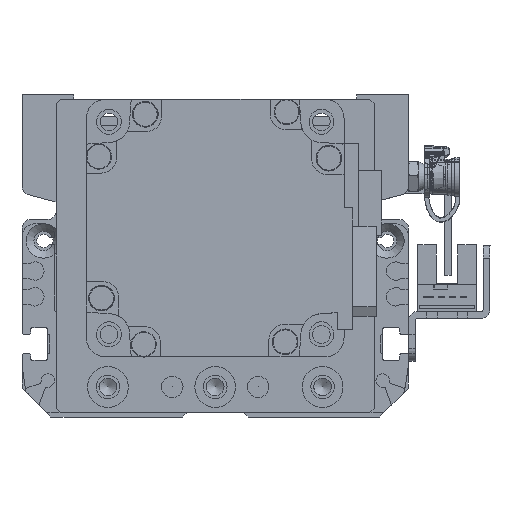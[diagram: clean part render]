
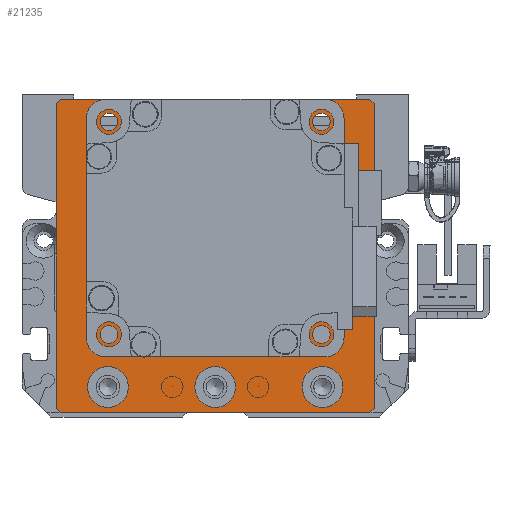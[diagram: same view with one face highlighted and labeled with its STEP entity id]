
A CAD part, left-side view. The second image highlights one B-rep face of the part: STEP entity #21235.
In plain terms, the highlighted face is planar.
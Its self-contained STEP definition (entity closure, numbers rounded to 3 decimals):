
#736=FACE_BOUND('',#3974,.T.);
#737=FACE_BOUND('',#3975,.T.);
#738=FACE_BOUND('',#3976,.T.);
#739=FACE_BOUND('',#3977,.T.);
#740=FACE_BOUND('',#3978,.T.);
#741=FACE_BOUND('',#3979,.T.);
#742=FACE_BOUND('',#3980,.T.);
#743=FACE_BOUND('',#3981,.T.);
#1153=PLANE('',#23507);
#2568=FACE_OUTER_BOUND('',#3973,.T.);
#3973=EDGE_LOOP('',(#17822,#17823,#17824,#17825,#17826,#17827,#17828,#17829));
#3974=EDGE_LOOP('',(#17830));
#3975=EDGE_LOOP('',(#17831));
#3976=EDGE_LOOP('',(#17832));
#3977=EDGE_LOOP('',(#17833));
#3978=EDGE_LOOP('',(#17834));
#3979=EDGE_LOOP('',(#17835));
#3980=EDGE_LOOP('',(#17836));
#3981=EDGE_LOOP('',(#17837));
#5613=LINE('',#34934,#7382);
#5619=LINE('',#34945,#7388);
#5626=LINE('',#34980,#7395);
#5629=LINE('',#34985,#7398);
#5635=LINE('',#35006,#7404);
#5638=LINE('',#35011,#7407);
#5639=LINE('',#35014,#7408);
#5647=LINE('',#35053,#7416);
#7382=VECTOR('',#28011,10.);
#7388=VECTOR('',#28019,10.);
#7395=VECTOR('',#28050,10.);
#7398=VECTOR('',#28055,10.);
#7404=VECTOR('',#28079,10.);
#7407=VECTOR('',#28084,10.);
#7408=VECTOR('',#28087,10.);
#7416=VECTOR('',#28137,10.);
#8817=CIRCLE('',#23476,4.75);
#8820=CIRCLE('',#23482,4.75);
#8823=CIRCLE('',#23488,4.75);
#8825=CIRCLE('',#23494,2.067);
#8826=CIRCLE('',#23496,2.067);
#8827=CIRCLE('',#23498,2.067);
#8828=CIRCLE('',#23500,2.067);
#8831=CIRCLE('',#23505,25.);
#10412=VERTEX_POINT('',#34932);
#10413=VERTEX_POINT('',#34933);
#10417=VERTEX_POINT('',#34943);
#10433=VERTEX_POINT('',#34979);
#10434=VERTEX_POINT('',#34983);
#10440=VERTEX_POINT('',#35005);
#10441=VERTEX_POINT('',#35009);
#10442=VERTEX_POINT('',#35013);
#10445=VERTEX_POINT('',#35022);
#10448=VERTEX_POINT('',#35033);
#10451=VERTEX_POINT('',#35044);
#10453=VERTEX_POINT('',#35055);
#10454=VERTEX_POINT('',#35059);
#10455=VERTEX_POINT('',#35063);
#10456=VERTEX_POINT('',#35067);
#10459=VERTEX_POINT('',#35076);
#12991=EDGE_CURVE('',#10412,#10413,#5613,.T.);
#12997=EDGE_CURVE('',#10412,#10417,#5619,.T.);
#13014=EDGE_CURVE('',#10433,#10417,#5626,.T.);
#13017=EDGE_CURVE('',#10433,#10434,#5629,.T.);
#13026=EDGE_CURVE('',#10440,#10434,#5635,.T.);
#13029=EDGE_CURVE('',#10440,#10441,#5638,.T.);
#13030=EDGE_CURVE('',#10442,#10441,#5639,.T.);
#13034=EDGE_CURVE('',#10445,#10445,#8817,.T.);
#13039=EDGE_CURVE('',#10448,#10448,#8820,.T.);
#13044=EDGE_CURVE('',#10451,#10451,#8823,.T.);
#13048=EDGE_CURVE('',#10442,#10413,#5647,.T.);
#13049=EDGE_CURVE('',#10453,#10453,#8825,.T.);
#13051=EDGE_CURVE('',#10454,#10454,#8826,.T.);
#13053=EDGE_CURVE('',#10455,#10455,#8827,.T.);
#13055=EDGE_CURVE('',#10456,#10456,#8828,.T.);
#13059=EDGE_CURVE('',#10459,#10459,#8831,.T.);
#17822=ORIENTED_EDGE('',*,*,#12991,.F.);
#17823=ORIENTED_EDGE('',*,*,#12997,.T.);
#17824=ORIENTED_EDGE('',*,*,#13014,.F.);
#17825=ORIENTED_EDGE('',*,*,#13017,.T.);
#17826=ORIENTED_EDGE('',*,*,#13026,.F.);
#17827=ORIENTED_EDGE('',*,*,#13029,.T.);
#17828=ORIENTED_EDGE('',*,*,#13030,.F.);
#17829=ORIENTED_EDGE('',*,*,#13048,.T.);
#17830=ORIENTED_EDGE('',*,*,#13034,.T.);
#17831=ORIENTED_EDGE('',*,*,#13039,.T.);
#17832=ORIENTED_EDGE('',*,*,#13044,.T.);
#17833=ORIENTED_EDGE('',*,*,#13049,.T.);
#17834=ORIENTED_EDGE('',*,*,#13051,.T.);
#17835=ORIENTED_EDGE('',*,*,#13053,.T.);
#17836=ORIENTED_EDGE('',*,*,#13055,.T.);
#17837=ORIENTED_EDGE('',*,*,#13059,.T.);
#21235=ADVANCED_FACE('',(#2568,#736,#737,#738,#739,#740,#741,#742,#743),
#1153,.T.);
#23476=AXIS2_PLACEMENT_3D('',#35023,#28097,#28098);
#23482=AXIS2_PLACEMENT_3D('',#35034,#28111,#28112);
#23488=AXIS2_PLACEMENT_3D('',#35045,#28125,#28126);
#23494=AXIS2_PLACEMENT_3D('',#35056,#28140,#28141);
#23496=AXIS2_PLACEMENT_3D('',#35060,#28145,#28146);
#23498=AXIS2_PLACEMENT_3D('',#35064,#28150,#28151);
#23500=AXIS2_PLACEMENT_3D('',#35068,#28155,#28156);
#23505=AXIS2_PLACEMENT_3D('',#35077,#28166,#28167);
#23507=AXIS2_PLACEMENT_3D('',#35081,#28172,#28173);
#28011=DIRECTION('',(0.707,-0.707,0.));
#28019=DIRECTION('',(-1.,0.,0.));
#28050=DIRECTION('',(0.707,0.707,0.));
#28055=DIRECTION('',(0.,-1.,0.));
#28079=DIRECTION('',(-0.707,0.707,0.));
#28084=DIRECTION('',(1.,0.,0.));
#28087=DIRECTION('',(-0.707,-0.707,0.));
#28097=DIRECTION('center_axis',(0.,0.,-1.));
#28098=DIRECTION('ref_axis',(1.,0.,0.));
#28111=DIRECTION('center_axis',(0.,0.,-1.));
#28112=DIRECTION('ref_axis',(1.,0.,0.));
#28125=DIRECTION('center_axis',(0.,0.,-1.));
#28126=DIRECTION('ref_axis',(1.,0.,0.));
#28137=DIRECTION('',(0.,1.,0.));
#28140=DIRECTION('center_axis',(0.,0.,-1.));
#28141=DIRECTION('ref_axis',(1.,0.,0.));
#28145=DIRECTION('center_axis',(0.,0.,-1.));
#28146=DIRECTION('ref_axis',(1.,0.,0.));
#28150=DIRECTION('center_axis',(0.,0.,-1.));
#28151=DIRECTION('ref_axis',(1.,0.,0.));
#28155=DIRECTION('center_axis',(0.,0.,-1.));
#28156=DIRECTION('ref_axis',(1.,0.,0.));
#28166=DIRECTION('center_axis',(0.,0.,-1.));
#28167=DIRECTION('ref_axis',(1.,0.,0.));
#28172=DIRECTION('center_axis',(0.,0.,1.));
#28173=DIRECTION('ref_axis',(1.,0.,0.));
#34932=CARTESIAN_POINT('',(36.,37.5,59.));
#34933=CARTESIAN_POINT('',(37.,36.5,59.));
#34934=CARTESIAN_POINT('',(36.625,36.875,59.));
#34943=CARTESIAN_POINT('',(-36.,37.5,59.));
#34945=CARTESIAN_POINT('',(37.,37.5,59.));
#34979=CARTESIAN_POINT('',(-37.,36.5,59.));
#34980=CARTESIAN_POINT('',(-36.625,36.875,59.));
#34983=CARTESIAN_POINT('',(-37.,-34.5,59.));
#34985=CARTESIAN_POINT('',(-37.,35.5,59.));
#35005=CARTESIAN_POINT('',(-36.,-35.5,59.));
#35006=CARTESIAN_POINT('',(-36.125,-35.375,59.));
#35009=CARTESIAN_POINT('',(36.,-35.5,59.));
#35011=CARTESIAN_POINT('',(-37.,-35.5,59.));
#35013=CARTESIAN_POINT('',(37.,-34.5,59.));
#35014=CARTESIAN_POINT('',(36.125,-35.375,59.));
#35022=CARTESIAN_POINT('',(-29.75,-29.5,59.));
#35023=CARTESIAN_POINT('Origin',(-25.,-29.5,59.));
#35033=CARTESIAN_POINT('',(-4.75,-29.5,59.));
#35034=CARTESIAN_POINT('Origin',(0.,-29.5,59.));
#35044=CARTESIAN_POINT('',(20.25,-29.5,59.));
#35045=CARTESIAN_POINT('Origin',(25.,-29.5,59.));
#35053=CARTESIAN_POINT('',(37.,-35.5,59.));
#35055=CARTESIAN_POINT('',(-26.816,-17.249,59.));
#35056=CARTESIAN_POINT('Origin',(-24.749,-17.249,59.));
#35059=CARTESIAN_POINT('',(-26.816,32.249,59.));
#35060=CARTESIAN_POINT('Origin',(-24.749,32.249,59.));
#35063=CARTESIAN_POINT('',(22.682,32.249,59.));
#35064=CARTESIAN_POINT('Origin',(24.749,32.249,59.));
#35067=CARTESIAN_POINT('',(22.682,-17.249,59.));
#35068=CARTESIAN_POINT('Origin',(24.749,-17.249,59.));
#35076=CARTESIAN_POINT('',(-25.,7.5,59.));
#35077=CARTESIAN_POINT('Origin',(0.,7.5,59.));
#35081=CARTESIAN_POINT('Origin',(0.,0.,
59.));
